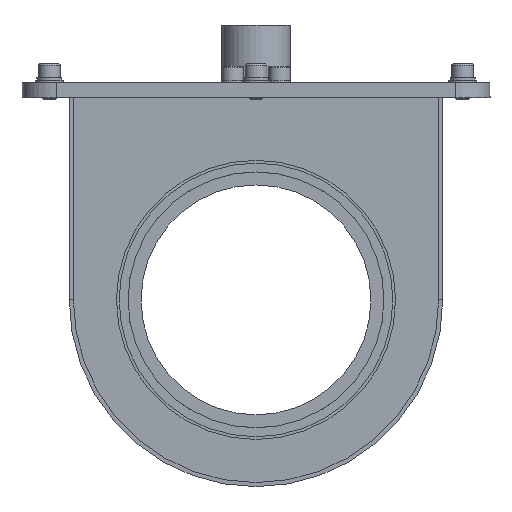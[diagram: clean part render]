
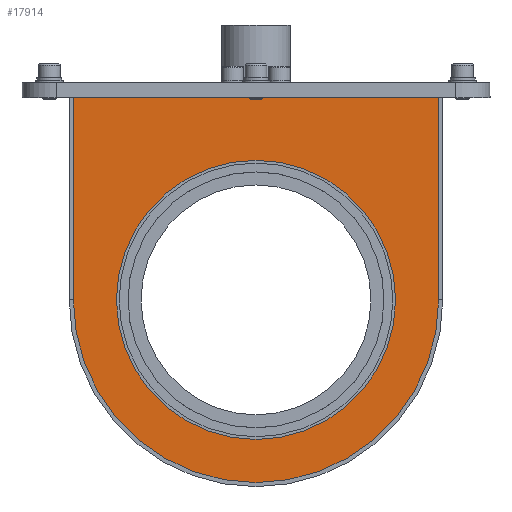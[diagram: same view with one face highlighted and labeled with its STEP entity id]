
A CAD part, front view. The second image highlights one B-rep face of the part: STEP entity #17914.
In plain terms, the highlighted planar face has unit normal (0, -1, 0).
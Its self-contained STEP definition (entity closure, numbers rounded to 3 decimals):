
#1290 = FACE_OUTER_BOUND ( 'NONE', #15494, .T. ) ;
#1480 = CARTESIAN_POINT ( 'NONE',  ( -66.353, -123.162, -62.094 ) ) ;
#1917 = EDGE_CURVE ( 'NONE', #3515, #4706, #10322, .T. ) ;
#1924 = DIRECTION ( 'NONE',  ( 0., -1., 0. ) ) ;
#2370 = CARTESIAN_POINT ( 'NONE',  ( -199.853, -123.162, 85.556 ) ) ;
#2482 = CARTESIAN_POINT ( 'NONE',  ( 67.147, -123.162, 85.556 ) ) ;
#2554 = DIRECTION ( 'NONE',  ( 0., 1., 0. ) ) ;
#2688 = EDGE_CURVE ( 'NONE', #9111, #17195, #9262, .T. ) ;
#3246 = EDGE_CURVE ( 'NONE', #15733, #15733, #14348, .T. ) ;
#3263 = CARTESIAN_POINT ( 'NONE',  ( -168.353, -123.162, -62.094 ) ) ;
#3515 = VERTEX_POINT ( 'NONE', #8904 ) ;
#3555 = VECTOR ( 'NONE', #14366, 1000. ) ;
#3580 = CARTESIAN_POINT ( 'NONE',  ( -199.853, -123.162, 85.556 ) ) ;
#4706 = VERTEX_POINT ( 'NONE', #16880 ) ;
#5456 = DIRECTION ( 'NONE',  ( 0., 0., 1. ) ) ;
#5767 = EDGE_CURVE ( 'NONE', #4706, #9111, #6157, .T. ) ;
#6157 = LINE ( 'NONE', #6258, #3555 ) ;
#6258 = CARTESIAN_POINT ( 'NONE',  ( 67.147, -123.162, 85.556 ) ) ;
#6472 = AXIS2_PLACEMENT_3D ( 'NONE', #11874, #11953, #13139 ) ;
#7281 = LINE ( 'NONE', #13114, #9150 ) ;
#8214 = AXIS2_PLACEMENT_3D ( 'NONE', #1480, #2554, #5456 ) ;
#8904 = CARTESIAN_POINT ( 'NONE',  ( -199.853, -123.162, -62.094 ) ) ;
#9111 = VERTEX_POINT ( 'NONE', #2482 ) ;
#9150 = VECTOR ( 'NONE', #17268, 1000. ) ;
#9262 = LINE ( 'NONE', #2370, #13740 ) ;
#9685 = EDGE_CURVE ( 'NONE', #17195, #3515, #7281, .T. ) ;
#10076 = CARTESIAN_POINT ( 'NONE',  ( -66.353, -123.162, -62.094 ) ) ;
#10322 = CIRCLE ( 'NONE', #15839, 133.5 ) ;
#11020 = ORIENTED_EDGE ( 'NONE', *, *, #9685, .T. ) ;
#11312 = ORIENTED_EDGE ( 'NONE', *, *, #1917, .T. ) ;
#11874 = CARTESIAN_POINT ( 'NONE',  ( -66.353, -123.162, -62.094 ) ) ;
#11953 = DIRECTION ( 'NONE',  ( 0., -1., 0. ) ) ;
#13114 = CARTESIAN_POINT ( 'NONE',  ( -199.853, -123.162, -62.094 ) ) ;
#13139 = DIRECTION ( 'NONE',  ( -1., 0., 0. ) ) ;
#13310 = DIRECTION ( 'NONE',  ( -1., 0., 0. ) ) ;
#13592 = ORIENTED_EDGE ( 'NONE', *, *, #5767, .T. ) ;
#13740 = VECTOR ( 'NONE', #13310, 1000. ) ;
#13943 = FACE_BOUND ( 'NONE', #16742, .T. ) ;
#14211 = DIRECTION ( 'NONE',  ( -1., 0., 0. ) ) ;
#14348 = CIRCLE ( 'NONE', #6472, 102. ) ;
#14366 = DIRECTION ( 'NONE',  ( 0., 0., 1. ) ) ;
#15032 = PLANE ( 'NONE',  #8214 ) ;
#15494 = EDGE_LOOP ( 'NONE', ( #11312, #13592, #17389, #11020 ) ) ;
#15733 = VERTEX_POINT ( 'NONE', #3263 ) ;
#15839 = AXIS2_PLACEMENT_3D ( 'NONE', #10076, #1924, #14211 ) ;
#16742 = EDGE_LOOP ( 'NONE', ( #17956 ) ) ;
#16880 = CARTESIAN_POINT ( 'NONE',  ( 67.147, -123.162, -62.094 ) ) ;
#17195 = VERTEX_POINT ( 'NONE', #3580 ) ;
#17268 = DIRECTION ( 'NONE',  ( 0., 0., -1. ) ) ;
#17389 = ORIENTED_EDGE ( 'NONE', *, *, #2688, .T. ) ;
#17914 = ADVANCED_FACE ( 'NONE', ( #1290, #13943 ), #15032, .F. ) ;
#17956 = ORIENTED_EDGE ( 'NONE', *, *, #3246, .F. ) ;
